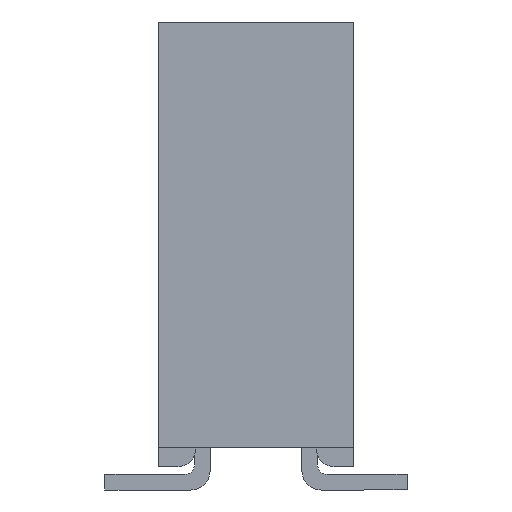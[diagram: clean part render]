
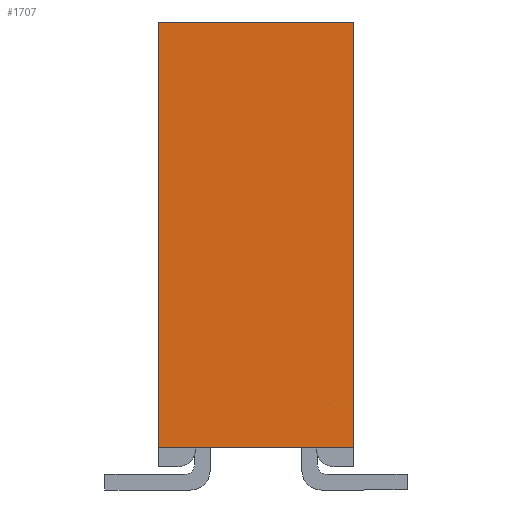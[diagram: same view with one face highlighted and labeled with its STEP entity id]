
A CAD part, left-side view. The second image highlights one B-rep face of the part: STEP entity #1707.
In plain terms, the highlighted planar face has unit normal (-1, 0, 0).
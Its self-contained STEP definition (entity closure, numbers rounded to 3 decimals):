
#1707 = ADVANCED_FACE('',(#1708),#1742,.F.);
#1708 = FACE_BOUND('',#1709,.T.);
#1709 = EDGE_LOOP('',(#1710,#1720,#1728,#1736));
#1710 = ORIENTED_EDGE('',*,*,#1711,.T.);
#1711 = EDGE_CURVE('',#1712,#1714,#1716,.T.);
#1712 = VERTEX_POINT('',#1713);
#1713 = CARTESIAN_POINT('',(-5.842,5.791,-1.27));
#1714 = VERTEX_POINT('',#1715);
#1715 = CARTESIAN_POINT('',(-5.842,0.254,-1.27));
#1716 = LINE('',#1717,#1718);
#1717 = CARTESIAN_POINT('',(-5.842,5.791,-1.27));
#1718 = VECTOR('',#1719,1.);
#1719 = DIRECTION('',(0.,-1.,0.));
#1720 = ORIENTED_EDGE('',*,*,#1721,.T.);
#1721 = EDGE_CURVE('',#1714,#1722,#1724,.T.);
#1722 = VERTEX_POINT('',#1723);
#1723 = CARTESIAN_POINT('',(-5.842,0.254,1.27));
#1724 = LINE('',#1725,#1726);
#1725 = CARTESIAN_POINT('',(-5.842,0.254,-0.787));
#1726 = VECTOR('',#1727,1.);
#1727 = DIRECTION('',(0.,0.,1.));
#1728 = ORIENTED_EDGE('',*,*,#1729,.F.);
#1729 = EDGE_CURVE('',#1730,#1722,#1732,.T.);
#1730 = VERTEX_POINT('',#1731);
#1731 = CARTESIAN_POINT('',(-5.842,5.791,1.27));
#1732 = LINE('',#1733,#1734);
#1733 = CARTESIAN_POINT('',(-5.842,5.791,1.27));
#1734 = VECTOR('',#1735,1.);
#1735 = DIRECTION('',(0.,-1.,0.));
#1736 = ORIENTED_EDGE('',*,*,#1737,.F.);
#1737 = EDGE_CURVE('',#1712,#1730,#1738,.T.);
#1738 = LINE('',#1739,#1740);
#1739 = CARTESIAN_POINT('',(-5.842,5.791,-1.27));
#1740 = VECTOR('',#1741,1.);
#1741 = DIRECTION('',(0.,0.,1.));
#1742 = PLANE('',#1743);
#1743 = AXIS2_PLACEMENT_3D('',#1744,#1745,#1746);
#1744 = CARTESIAN_POINT('',(-5.842,5.791,-1.27));
#1745 = DIRECTION('',(1.,0.,0.));
#1746 = DIRECTION('',(0.,0.,-1.));
